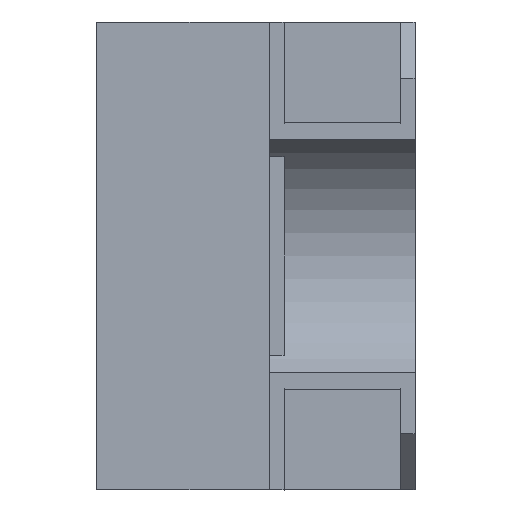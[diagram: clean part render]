
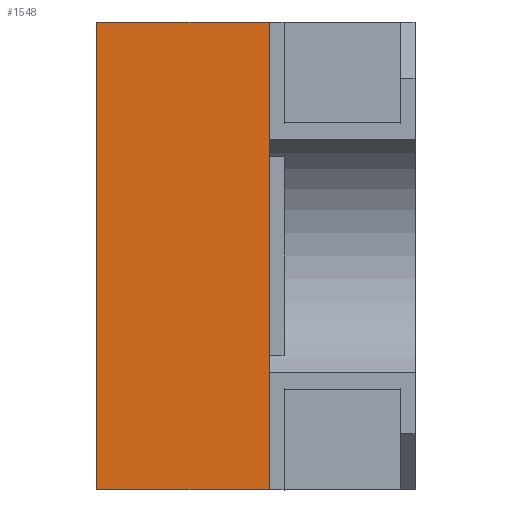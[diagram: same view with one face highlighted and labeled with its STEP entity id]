
A CAD part, left-side view. The second image highlights one B-rep face of the part: STEP entity #1548.
In plain terms, the highlighted planar face has unit normal (-1, 0, 0).
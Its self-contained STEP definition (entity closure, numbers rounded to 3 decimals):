
#24 = VERTEX_POINT ( 'NONE', #1578 ) ;
#118 = DIRECTION ( 'NONE',  ( 0., 0., 1. ) ) ;
#133 = CARTESIAN_POINT ( 'NONE',  ( -1., 0.39, 0.625 ) ) ;
#223 = VECTOR ( 'NONE', #118, 1000. ) ;
#307 = CARTESIAN_POINT ( 'NONE',  ( -1., 4.058, 0.625 ) ) ;
#326 = ORIENTED_EDGE ( 'NONE', *, *, #1940, .F. ) ;
#336 = VECTOR ( 'NONE', #615, 1000. ) ;
#355 = EDGE_CURVE ( 'NONE', #24, #1953, #1024, .T. ) ;
#479 = EDGE_LOOP ( 'NONE', ( #2004, #326, #885, #1687 ) ) ;
#504 = CARTESIAN_POINT ( 'NONE',  ( -1., 4.058, -0.625 ) ) ;
#586 = VECTOR ( 'NONE', #1075, 1000. ) ;
#615 = DIRECTION ( 'NONE',  ( 0., -1., 0. ) ) ;
#650 = DIRECTION ( 'NONE',  ( 0., -1., 0. ) ) ;
#652 = FACE_OUTER_BOUND ( 'NONE', #479, .T. ) ;
#781 = DIRECTION ( 'NONE',  ( 0., 0., -1. ) ) ;
#799 = LINE ( 'NONE', #307, #336 ) ;
#885 = ORIENTED_EDGE ( 'NONE', *, *, #915, .F. ) ;
#915 = EDGE_CURVE ( 'NONE', #1405, #1518, #1004, .T. ) ;
#1004 = LINE ( 'NONE', #1544, #586 ) ;
#1024 = LINE ( 'NONE', #133, #223 ) ;
#1042 = VECTOR ( 'NONE', #650, 1000. ) ;
#1075 = DIRECTION ( 'NONE',  ( 0., 0., 1. ) ) ;
#1083 = CARTESIAN_POINT ( 'NONE',  ( -1., 0.39, 0.625 ) ) ;
#1263 = PLANE ( 'NONE',  #1392 ) ;
#1392 = AXIS2_PLACEMENT_3D ( 'NONE', #1562, #1557, #781 ) ;
#1405 = VERTEX_POINT ( 'NONE', #1694 ) ;
#1432 = LINE ( 'NONE', #504, #1042 ) ;
#1518 = VERTEX_POINT ( 'NONE', #1730 ) ;
#1544 = CARTESIAN_POINT ( 'NONE',  ( -1., 0.85, 0. ) ) ;
#1548 = ADVANCED_FACE ( 'NONE', ( #652 ), #1263, .F. ) ;
#1557 = DIRECTION ( 'NONE',  ( 1., 0., 0. ) ) ;
#1562 = CARTESIAN_POINT ( 'NONE',  ( -1., 4.058, 0. ) ) ;
#1578 = CARTESIAN_POINT ( 'NONE',  ( -1., 0.39, -0.625 ) ) ;
#1608 = EDGE_CURVE ( 'NONE', #1405, #24, #1432, .T. ) ;
#1687 = ORIENTED_EDGE ( 'NONE', *, *, #1608, .T. ) ;
#1694 = CARTESIAN_POINT ( 'NONE',  ( -1., 0.85, -0.625 ) ) ;
#1730 = CARTESIAN_POINT ( 'NONE',  ( -1., 0.85, 0.625 ) ) ;
#1940 = EDGE_CURVE ( 'NONE', #1518, #1953, #799, .T. ) ;
#1953 = VERTEX_POINT ( 'NONE', #1083 ) ;
#2004 = ORIENTED_EDGE ( 'NONE', *, *, #355, .T. ) ;
